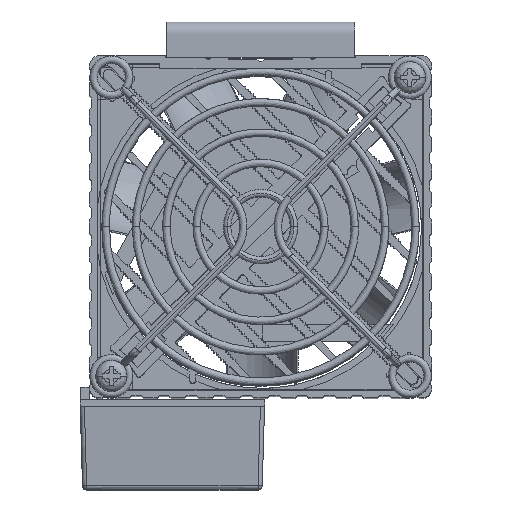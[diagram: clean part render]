
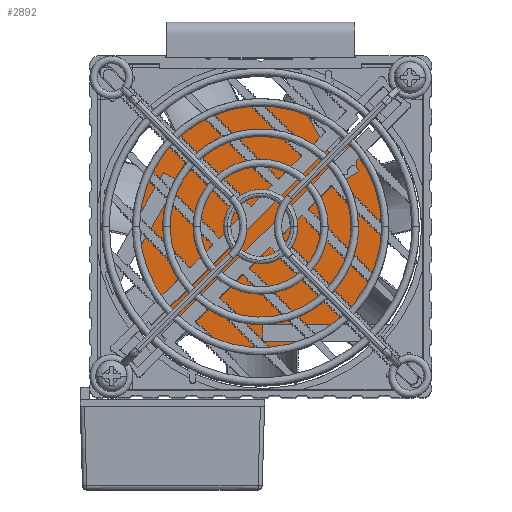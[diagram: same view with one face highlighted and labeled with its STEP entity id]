
A CAD part, top view. The second image highlights one B-rep face of the part: STEP entity #2892.
In plain terms, the highlighted planar face has unit normal (0, 0, 1).
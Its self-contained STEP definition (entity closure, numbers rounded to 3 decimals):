
#2892=ADVANCED_FACE($,(#5674),#39830,.T.);
#5674=FACE_OUTER_BOUND($,#8491,.T.);
#8491=EDGE_LOOP($,(#23720,#23721,#23722,#23723,#23724,#23725,#23726,#23727,
#23728,#23729,#23730,#23731,#23732));
#23720=ORIENTED_EDGE($,*,*,#31724,.T.);
#23721=ORIENTED_EDGE($,*,*,#31695,.T.);
#23722=ORIENTED_EDGE($,*,*,#31694,.T.);
#23723=ORIENTED_EDGE($,*,*,#31726,.T.);
#23724=ORIENTED_EDGE($,*,*,#31700,.T.);
#23725=ORIENTED_EDGE($,*,*,#31708,.T.);
#23726=ORIENTED_EDGE($,*,*,#31699,.T.);
#23727=ORIENTED_EDGE($,*,*,#31698,.T.);
#23728=ORIENTED_EDGE($,*,*,#31710,.T.);
#23729=ORIENTED_EDGE($,*,*,#31716,.T.);
#23730=ORIENTED_EDGE($,*,*,#31697,.T.);
#23731=ORIENTED_EDGE($,*,*,#31696,.T.);
#23732=ORIENTED_EDGE($,*,*,#31718,.T.);
#31694=EDGE_CURVE($,#36955,#36971,#45089,.T.);
#31695=EDGE_CURVE($,#36956,#36955,#45090,.T.);
#31696=EDGE_CURVE($,#36957,#36967,#45091,.T.);
#31697=EDGE_CURVE($,#36958,#36957,#45092,.T.);
#31698=EDGE_CURVE($,#36959,#36963,#45093,.T.);
#31699=EDGE_CURVE($,#36960,#36959,#45094,.T.);
#31700=EDGE_CURVE($,#36961,#36964,#47579,.T.);
#31708=EDGE_CURVE($,#36964,#36960,#45099,.T.);
#31710=EDGE_CURVE($,#36963,#36968,#47583,.T.);
#31716=EDGE_CURVE($,#36968,#36958,#45105,.T.);
#31718=EDGE_CURVE($,#36967,#36972,#47585,.T.);
#31724=EDGE_CURVE($,#36972,#36956,#45110,.T.);
#31726=EDGE_CURVE($,#36971,#36961,#47588,.T.);
#36955=VERTEX_POINT($,#102147);
#36956=VERTEX_POINT($,#102148);
#36957=VERTEX_POINT($,#102149);
#36958=VERTEX_POINT($,#102150);
#36959=VERTEX_POINT($,#102151);
#36960=VERTEX_POINT($,#102152);
#36961=VERTEX_POINT($,#102153);
#36963=VERTEX_POINT($,#102155);
#36964=VERTEX_POINT($,#102156);
#36967=VERTEX_POINT($,#102159);
#36968=VERTEX_POINT($,#102160);
#36971=VERTEX_POINT($,#102163);
#36972=VERTEX_POINT($,#102164);
#39830=PLANE($,#48542);
#45089=B_SPLINE_CURVE_WITH_KNOTS($,1,(#100119,#100120),.UNSPECIFIED.,.F.,
.F.,(2,2),(37.298,55.649),.UNSPECIFIED.);
#45090=B_SPLINE_CURVE_WITH_KNOTS($,1,(#100121,#100122),.UNSPECIFIED.,.F.,
.F.,(2,2),(102.028,106.028),.UNSPECIFIED.);
#45091=B_SPLINE_CURVE_WITH_KNOTS($,1,(#100123,#100124),.UNSPECIFIED.,.F.,
.F.,(2,2),(37.298,55.649),.UNSPECIFIED.);
#45092=B_SPLINE_CURVE_WITH_KNOTS($,1,(#100125,#100126),.UNSPECIFIED.,.F.,
.F.,(2,2),(102.028,106.028),.UNSPECIFIED.);
#45093=B_SPLINE_CURVE_WITH_KNOTS($,1,(#100127,#100128),.UNSPECIFIED.,.F.,
.F.,(2,2),(37.298,55.649),.UNSPECIFIED.);
#45094=B_SPLINE_CURVE_WITH_KNOTS($,1,(#100129,#100130),.UNSPECIFIED.,.F.,
.F.,(2,2),(102.028,106.028),.UNSPECIFIED.);
#45099=B_SPLINE_CURVE_WITH_KNOTS($,1,(#100157,#100158),.UNSPECIFIED.,.F.,
.F.,(2,2),(90.265,102.028),.UNSPECIFIED.);
#45105=B_SPLINE_CURVE_WITH_KNOTS($,1,(#100185,#100186),.UNSPECIFIED.,.F.,
.F.,(2,2),(90.265,102.028),.UNSPECIFIED.);
#45110=B_SPLINE_CURVE_WITH_KNOTS($,1,(#100210,#100211),.UNSPECIFIED.,.F.,
.F.,(2,2),(90.265,102.028),.UNSPECIFIED.);
#47579=(
BOUNDED_CURVE()
B_SPLINE_CURVE(2,(#100131,#100132,#100133),.UNSPECIFIED.,.F.,.F.)
B_SPLINE_CURVE_WITH_KNOTS((3,3),(0.,27.453),.UNSPECIFIED.)
CURVE()
GEOMETRIC_REPRESENTATION_ITEM()
RATIONAL_B_SPLINE_CURVE((1.,0.892,1.))
REPRESENTATION_ITEM($)
);
#47583=(
BOUNDED_CURVE()
B_SPLINE_CURVE(2,(#100161,#100162,#100163,#100164,#100165),.UNSPECIFIED.,
.F.,.F.)
B_SPLINE_CURVE_WITH_KNOTS((3,2,3),(34.942,46.338,89.183),
.UNSPECIFIED.)
CURVE()
GEOMETRIC_REPRESENTATION_ITEM()
RATIONAL_B_SPLINE_CURVE((1.,0.983,1.,0.745,1.))
REPRESENTATION_ITEM($)
);
#47585=(
BOUNDED_CURVE()
B_SPLINE_CURVE(2,(#100189,#100190,#100191,#100192,#100193),.UNSPECIFIED.,
.F.,.F.)
B_SPLINE_CURVE_WITH_KNOTS((3,2,3),(97.548,139.015,151.696),
.UNSPECIFIED.)
CURVE()
GEOMETRIC_REPRESENTATION_ITEM()
RATIONAL_B_SPLINE_CURVE((1.,0.759,1.,0.979,1.))
REPRESENTATION_ITEM($)
);
#47588=(
BOUNDED_CURVE()
B_SPLINE_CURVE(2,(#100214,#100215,#100216),.UNSPECIFIED.,.F.,.F.)
B_SPLINE_CURVE_WITH_KNOTS((3,3),(159.141,185.354),.UNSPECIFIED.)
CURVE()
GEOMETRIC_REPRESENTATION_ITEM()
RATIONAL_B_SPLINE_CURVE((1.,0.902,1.))
REPRESENTATION_ITEM($)
);
#48542=AXIS2_PLACEMENT_3D($,#101602,#49376,$);
#49376=DIRECTION($,(0.,0.,1.));
#100119=CARTESIAN_POINT($,(-104.728,48.,0.));
#100120=CARTESIAN_POINT($,(-86.377,48.,0.));
#100121=CARTESIAN_POINT($,(-104.728,44.,0.));
#100122=CARTESIAN_POINT($,(-104.728,48.,0.));
#100123=CARTESIAN_POINT($,(-124.83,82.394,0.));
#100124=CARTESIAN_POINT($,(-134.005,66.502,0.));
#100125=CARTESIAN_POINT($,(-128.294,84.394,0.));
#100126=CARTESIAN_POINT($,(-124.83,82.394,0.));
#100127=CARTESIAN_POINT($,(-84.992,82.606,0.));
#100128=CARTESIAN_POINT($,(-94.168,98.498,0.));
#100129=CARTESIAN_POINT($,(-81.528,84.606,0.));
#100130=CARTESIAN_POINT($,(-84.992,82.606,0.));
#100131=CARTESIAN_POINT($,(-75.35,71.,0.));
#100132=CARTESIAN_POINT($,(-75.35,85.953,0.));
#100133=CARTESIAN_POINT($,(-87.41,94.793,0.));
#100157=CARTESIAN_POINT($,(-87.41,94.793,0.));
#100158=CARTESIAN_POINT($,(-81.528,84.606,0.));
#100161=CARTESIAN_POINT($,(-94.168,98.498,0.));
#100162=CARTESIAN_POINT($,(-99.321,100.5,0.));
#100163=CARTESIAN_POINT($,(-104.85,100.5,0.));
#100164=CARTESIAN_POINT($,(-131.299,100.5,0.));
#100165=CARTESIAN_POINT($,(-134.175,74.207,0.));
#100185=CARTESIAN_POINT($,(-134.175,74.207,0.));
#100186=CARTESIAN_POINT($,(-128.294,84.394,0.));
#100189=CARTESIAN_POINT($,(-134.005,66.502,0.));
#100190=CARTESIAN_POINT($,(-130.148,41.5,0.));
#100191=CARTESIAN_POINT($,(-104.85,41.5,0.));
#100192=CARTESIAN_POINT($,(-98.645,41.5,0.));
#100193=CARTESIAN_POINT($,(-92.965,44.,0.));
#100210=CARTESIAN_POINT($,(-92.965,44.,0.));
#100211=CARTESIAN_POINT($,(-104.728,44.,0.));
#100214=CARTESIAN_POINT($,(-86.377,48.,0.));
#100215=CARTESIAN_POINT($,(-75.35,56.857,0.));
#100216=CARTESIAN_POINT($,(-75.35,71.,0.));
#101602=CARTESIAN_POINT($,(-134.35,41.5,0.));
#102147=CARTESIAN_POINT($,(-104.728,48.,0.));
#102148=CARTESIAN_POINT($,(-104.728,44.,0.));
#102149=CARTESIAN_POINT($,(-124.83,82.394,0.));
#102150=CARTESIAN_POINT($,(-128.294,84.394,0.));
#102151=CARTESIAN_POINT($,(-84.992,82.606,0.));
#102152=CARTESIAN_POINT($,(-81.528,84.606,0.));
#102153=CARTESIAN_POINT($,(-75.35,71.,0.));
#102155=CARTESIAN_POINT($,(-94.168,98.498,0.));
#102156=CARTESIAN_POINT($,(-87.41,94.793,0.));
#102159=CARTESIAN_POINT($,(-134.005,66.502,0.));
#102160=CARTESIAN_POINT($,(-134.175,74.207,0.));
#102163=CARTESIAN_POINT($,(-86.377,48.,0.));
#102164=CARTESIAN_POINT($,(-92.965,44.,0.));
